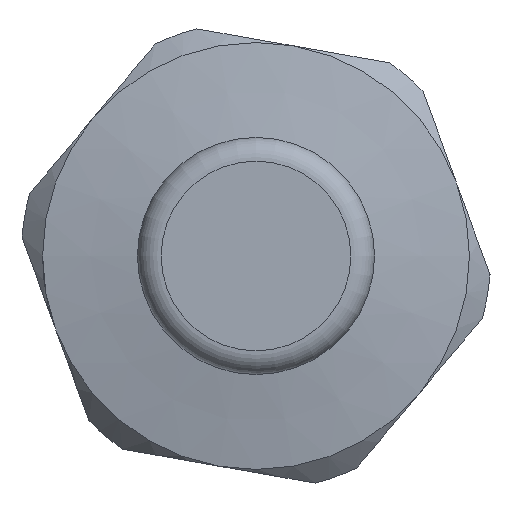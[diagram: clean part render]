
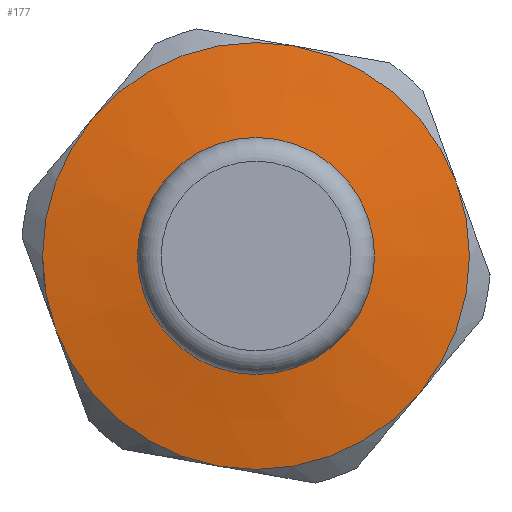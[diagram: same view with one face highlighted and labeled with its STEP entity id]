
A CAD part, left-side view. The second image highlights one B-rep face of the part: STEP entity #177.
In plain terms, the highlighted conical face has half-angle 80 degrees and reference radius 3.5 mm.
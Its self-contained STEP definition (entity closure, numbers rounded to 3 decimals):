
#146=CARTESIAN_POINT('',(10.353,4.5,0.0));
#147=VERTEX_POINT('',#146);
#148=CARTESIAN_POINT('',(10.353,0.0,0.0));
#149=DIRECTION('',(1.0,0.0,0.0));
#150=DIRECTION('',(0.0,1.0,0.0));
#151=AXIS2_PLACEMENT_3D('',#148,#149,#150);
#152=CIRCLE('',#151,4.5);
#153=EDGE_CURVE('',#147,#147,#152,.T.);
#158=CARTESIAN_POINT('',(10.176,0.0,0.0));
#159=DIRECTION('',(1.0,0.0,0.0));
#160=DIRECTION('',(0.0,1.0,0.0));
#161=AXIS2_PLACEMENT_3D('',#158,#159,#160);
#162=CONICAL_SURFACE('',#161,3.5,80.);
#163=ORIENTED_EDGE('',*,*,#153,.F.);
#164=EDGE_LOOP('',(#163));
#165=FACE_OUTER_BOUND('',#164,.T.);
#166=CARTESIAN_POINT('',(10.0,2.5,0.0));
#167=VERTEX_POINT('',#166);
#168=CARTESIAN_POINT('',(10.0,0.0,0.0));
#169=DIRECTION('',(1.0,0.0,0.0));
#170=DIRECTION('',(0.0,1.0,0.0));
#171=AXIS2_PLACEMENT_3D('',#168,#169,#170);
#172=CIRCLE('',#171,2.5);
#173=EDGE_CURVE('',#167,#167,#172,.T.);
#174=ORIENTED_EDGE('',*,*,#173,.T.);
#175=EDGE_LOOP('',(#174));
#176=FACE_BOUND('',#175,.T.);
#177=ADVANCED_FACE('',(#165,#176),#162,.T.);
